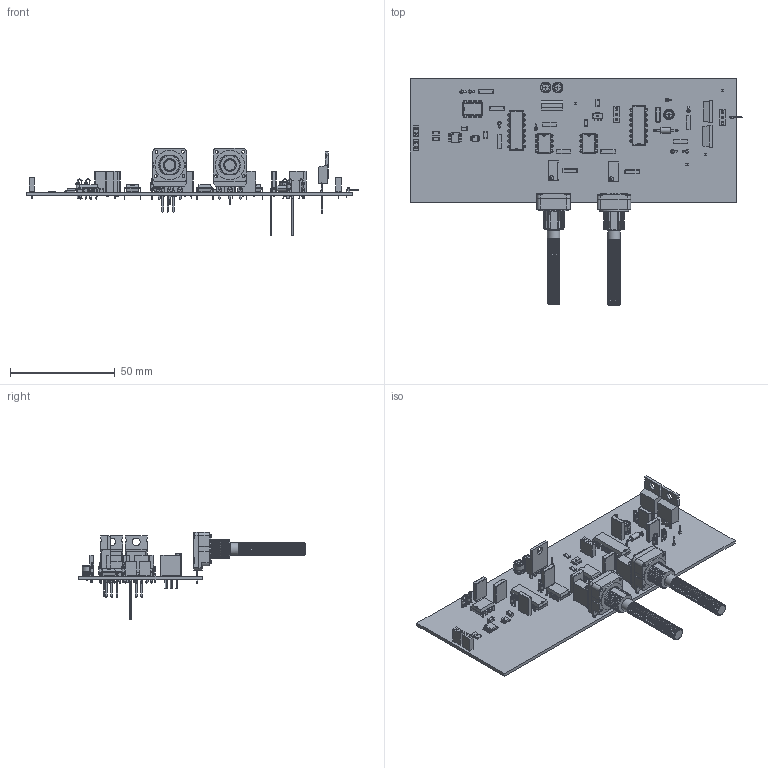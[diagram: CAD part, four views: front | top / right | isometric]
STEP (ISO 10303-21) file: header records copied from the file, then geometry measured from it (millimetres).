
FILE_DESCRIPTION(('KiCad electronic assembly'),'2;1');
FILE_NAME('Circuito_LED.step','2024-09-05T11:40:16',('Pcbnew'),('Kicad') ,'Open CASCADE STEP processor 7.8','KiCad to STEP converter','Unknown' );
FILE_SCHEMA(('AUTOMOTIVE_DESIGN { 1 0 10303 214 1 1 1 1 }'));
Length unit declared in the file: millimetre
Products named in the file (40): Circuito_LED 1; IRF530NPBF; R_1206_3216Metric; C_Rect_L7.0mm_W2.0mm_P5.00mm; C_Rect_L70mm_W20mm_P500mm; PC16SH10IP06-TA; R_Axial_DIN0204_L3.6mm_D1.6mm_P1.90mm_Vertical; R_Axial_DIN0204_L36mm_D16mm_P190mm_Vertical; DIP-8_W7.62mm; DIP-14_W7.62mm; CP_Radial_D5.0mm_P2.50mm; CP_Radial_D50mm_P250mm; C_1206_3216Metric; PinHeader_1x01_P1.00mm_Vertical; PinHeader_1x01_P100mm_Vertical; SSOP-8_2.95x2.8mm_P0.65mm; SSOP_8_295x28mm_P065mm; Potentiometer_Bourns_3296W_Vertical; TO-220-3_Vertical; PinHeader_1x01_P1.27mm_Horizontal; PinHeader_1x01_P127mm_Horizontal; SOIC-8_3.9x4.9mm_P1.27mm; SOIC_8_39x49mm_P127mm; PinSocket_1x03_P2.54mm_Vertical; PinSocket_1x03_P254mm_Vertical; SOT-89-3; CQ assembly; PinSocket_1x02_P2.54mm_Vertical; PinSocket_1x02_P254mm_Vertical; 1N4007; Axial Lead-2_59-10; _autosave-Circuito_LED_PCB
Assembly tree (73 placements, depth 3):
  Circuito_LED 1
    IRF530NPBF  x2
      IRF530NPBF
    R_1206_3216Metric  x4
      R_1206_3216Metric
    C_Rect_L7.0mm_W2.0mm_P5.00mm  x11
      C_Rect_L70mm_W20mm_P500mm
    PC16SH10IP06-TA  x2
      PC16SH10IP06-TA
    R_Axial_DIN0204_L3.6mm_D1.6mm_P1.90mm_Vertical  x8
      R_Axial_DIN0204_L36mm_D16mm_P190mm_Vertical
    DIP-8_W7.62mm  x3
      DIP-8_W7.62mm
    DIP-14_W7.62mm  x2
      DIP-14_W7.62mm
    CP_Radial_D5.0mm_P2.50mm  x3
      CP_Radial_D50mm_P250mm
    C_1206_3216Metric  x2
      C_1206_3216Metric
    PinHeader_1x01_P1.00mm_Vertical  x4
      PinHeader_1x01_P100mm_Vertical
    SSOP-8_2.95x2.8mm_P0.65mm
      SSOP_8_295x28mm_P065mm
    Potentiometer_Bourns_3296W_Vertical  x2
      Potentiometer_Bourns_3296W_Vertical
    TO-220-3_Vertical
      TO-220-3_Vertical
    PinHeader_1x01_P1.27mm_Horizontal
      PinHeader_1x01_P127mm_Horizontal
    SOIC-8_3.9x4.9mm_P1.27mm
      SOIC_8_39x49mm_P127mm
    PinSocket_1x03_P2.54mm_Vertical  x2
      PinSocket_1x03_P254mm_Vertical
    SOT-89-3
      CQ assembly
    PinSocket_1x02_P2.54mm_Vertical  x2
      PinSocket_1x02_P254mm_Vertical
    1N4007
      Axial Lead-2_59-10
    _autosave-Circuito_LED_PCB
Bounding box: 158.32 x 108.2 x 41.7 mm (x, y, z)
Volume: 26903.2 mm3; surface area: 38744.1 mm2
Topology: 82 solids, 85 shells, 4906 faces, 12486 edges, 7903 vertices
Faces by surface type: plane 3256, cylinder 1111, bspline 210, cone 204, torus 58, sphere 52, revolution 15
Full cylindrical faces by diameter (mm): 0.5 x65, 0.51 x6, 0.6 x1, 0.65 x1, 0.7 x17, 0.8 x86, 1 x10, 1.1 x5, 1.28 x6, 1.3 x20, 1.4 x8, 1.44 x8, 1.53 x6, 1.6 x16, 1.8 x2, 1.9 x2, 2.15 x8, 2.19 x2, 2.2 x8, 2.8 x8, 2.9 x4, 3.735 x1, 4 x2, 4.01 x2, 4.9 x2, 5 x2, 5.6 x2, 5.8 x2, 5.9 x2, 6 x2
Entity records: 85017 total; most frequent: CARTESIAN_POINT 15705, ORIENTED_EDGE 12684, DIRECTION 12004, EDGE_CURVE 6342, LINE 4543, VECTOR 4543, VERTEX_POINT 4048, AXIS2_PLACEMENT_3D 3728
